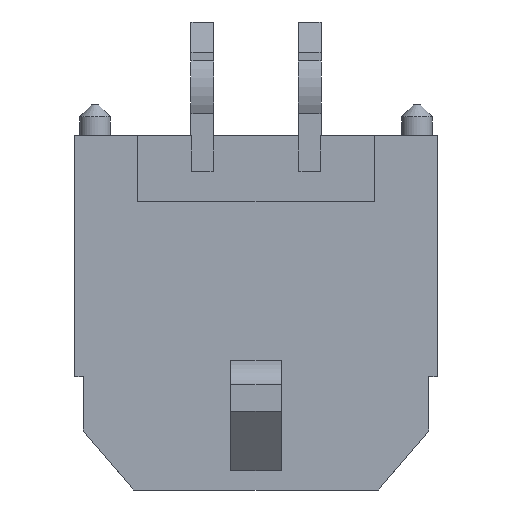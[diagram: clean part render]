
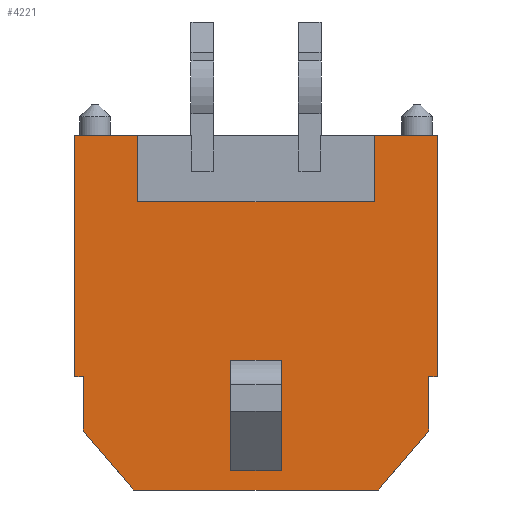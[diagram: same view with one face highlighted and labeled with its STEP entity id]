
A CAD part, front view. The second image highlights one B-rep face of the part: STEP entity #4221.
In plain terms, the highlighted face is planar.
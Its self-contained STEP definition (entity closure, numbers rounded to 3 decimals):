
#16 = DIRECTION ( 'NONE',  ( 0., 1., 0. ) ) ;
#25 = ORIENTED_EDGE ( 'NONE', *, *, #5514, .T. ) ;
#75 = ORIENTED_EDGE ( 'NONE', *, *, #5187, .T. ) ;
#125 = CARTESIAN_POINT ( 'NONE',  ( 3.325, 8.26, -4.9 ) ) ;
#184 = LINE ( 'NONE', #354, #732 ) ;
#204 = VERTEX_POINT ( 'NONE', #2603 ) ;
#240 = LINE ( 'NONE', #2013, #2623 ) ;
#263 = LINE ( 'NONE', #4135, #755 ) ;
#354 = CARTESIAN_POINT ( 'NONE',  ( 3.325, 6.74, -4.9 ) ) ;
#364 = LINE ( 'NONE', #7099, #6068 ) ;
#394 = VECTOR ( 'NONE', #2458, 1000. ) ;
#399 = VECTOR ( 'NONE', #6300, 1000. ) ;
#480 = EDGE_CURVE ( 'NONE', #5530, #2359, #6974, .T. ) ;
#519 = EDGE_CURVE ( 'NONE', #1030, #6957, #263, .T. ) ;
#560 = VERTEX_POINT ( 'NONE', #3864 ) ;
#603 = VECTOR ( 'NONE', #3996, 1000. ) ;
#621 = VERTEX_POINT ( 'NONE', #7136 ) ;
#732 = VECTOR ( 'NONE', #2484, 1000. ) ;
#755 = VECTOR ( 'NONE', #6401, 1000. ) ;
#836 = VECTOR ( 'NONE', #1951, 1000. ) ;
#870 = VECTOR ( 'NONE', #1607, 1000. ) ;
#887 = EDGE_CURVE ( 'NONE', #6139, #6957, #7257, .T. ) ;
#897 = VERTEX_POINT ( 'NONE', #4861 ) ;
#959 = VECTOR ( 'NONE', #2310, 1000. ) ;
#1030 = VERTEX_POINT ( 'NONE', #6324 ) ;
#1057 = CARTESIAN_POINT ( 'NONE',  ( -6.325, 6.74, -4.9 ) ) ;
#1135 = LINE ( 'NONE', #1723, #4954 ) ;
#1272 = EDGE_LOOP ( 'NONE', ( #6711, #1347, #1362, #4820, #4356, #7232, #3818, #2822, #2531, #4325, #4381, #75, #1379, #2641 ) ) ;
#1287 = DIRECTION ( 'NONE',  ( 0., -1., 0. ) ) ;
#1347 = ORIENTED_EDGE ( 'NONE', *, *, #3961, .F. ) ;
#1362 = ORIENTED_EDGE ( 'NONE', *, *, #1616, .F. ) ;
#1379 = ORIENTED_EDGE ( 'NONE', *, *, #4232, .F. ) ;
#1430 = DIRECTION ( 'NONE',  ( 0., 1., 0. ) ) ;
#1469 = VERTEX_POINT ( 'NONE', #7089 ) ;
#1524 = CARTESIAN_POINT ( 'NONE',  ( 3.325, 8.26, -4.9 ) ) ;
#1564 = LINE ( 'NONE', #3275, #5710 ) ;
#1606 = DIRECTION ( 'NONE',  ( 1., 0., 0. ) ) ;
#1607 = DIRECTION ( 'NONE',  ( 0., 1., 0. ) ) ;
#1616 = EDGE_CURVE ( 'NONE', #6139, #897, #3878, .T. ) ;
#1654 = VERTEX_POINT ( 'NONE', #3616 ) ;
#1723 = CARTESIAN_POINT ( 'NONE',  ( 3.575, 0., -4.9 ) ) ;
#1727 = LINE ( 'NONE', #4608, #4859 ) ;
#1748 = CARTESIAN_POINT ( 'NONE',  ( 3.325, 6.74, -4.9 ) ) ;
#1762 = EDGE_CURVE ( 'NONE', #6508, #560, #364, .T. ) ;
#1799 = FACE_BOUND ( 'NONE', #1892, .T. ) ;
#1892 = EDGE_LOOP ( 'NONE', ( #5108, #3027, #6094, #25 ) ) ;
#1951 = DIRECTION ( 'NONE',  ( 0., -1., 0. ) ) ;
#2013 = CARTESIAN_POINT ( 'NONE',  ( 1.805, 0., -4.9 ) ) ;
#2095 = EDGE_CURVE ( 'NONE', #2359, #1654, #4830, .T. ) ;
#2185 = VERTEX_POINT ( 'NONE', #6473 ) ;
#2228 = PLANE ( 'NONE',  #4745 ) ;
#2269 = DIRECTION ( 'NONE',  ( 1., 0., 0. ) ) ;
#2310 = DIRECTION ( 'NONE',  ( 1., 0., 0. ) ) ;
#2315 = LINE ( 'NONE', #3960, #3128 ) ;
#2359 = VERTEX_POINT ( 'NONE', #6548 ) ;
#2390 = CARTESIAN_POINT ( 'NONE',  ( -2.2, 6.284, -4.9 ) ) ;
#2458 = DIRECTION ( 'NONE',  ( 1., 0., 0. ) ) ;
#2484 = DIRECTION ( 'NONE',  ( 0., 1., 0. ) ) ;
#2531 = ORIENTED_EDGE ( 'NONE', *, *, #3117, .T. ) ;
#2603 = CARTESIAN_POINT ( 'NONE',  ( 1.925, 9.91, -4.9 ) ) ;
#2623 = VECTOR ( 'NONE', #1430, 1000. ) ;
#2641 = ORIENTED_EDGE ( 'NONE', *, *, #1762, .F. ) ;
#2656 = EDGE_CURVE ( 'NONE', #5334, #6214, #2315, .T. ) ;
#2669 = EDGE_CURVE ( 'NONE', #4563, #204, #3997, .T. ) ;
#2822 = ORIENTED_EDGE ( 'NONE', *, *, #4794, .F. ) ;
#2870 = CARTESIAN_POINT ( 'NONE',  ( -4.805, 0., -4.9 ) ) ;
#2877 = CARTESIAN_POINT ( 'NONE',  ( -6.325, 0., -4.9 ) ) ;
#3027 = ORIENTED_EDGE ( 'NONE', *, *, #2095, .F. ) ;
#3117 = EDGE_CURVE ( 'NONE', #1469, #6214, #6849, .T. ) ;
#3128 = VECTOR ( 'NONE', #16, 1000. ) ;
#3275 = CARTESIAN_POINT ( 'NONE',  ( -4.925, 9.91, -4.9 ) ) ;
#3320 = DIRECTION ( 'NONE',  ( -1., 0., 0. ) ) ;
#3527 = CARTESIAN_POINT ( 'NONE',  ( -6.325, 8.26, -4.9 ) ) ;
#3616 = CARTESIAN_POINT ( 'NONE',  ( -0.8, 6.284, -4.9 ) ) ;
#3705 = VECTOR ( 'NONE', #3320, 1000. ) ;
#3724 = VECTOR ( 'NONE', #4013, 1000. ) ;
#3747 = DIRECTION ( 'NONE',  ( 0., 1., 0. ) ) ;
#3818 = ORIENTED_EDGE ( 'NONE', *, *, #2669, .F. ) ;
#3864 = CARTESIAN_POINT ( 'NONE',  ( -4.805, 1.85, -4.9 ) ) ;
#3878 = LINE ( 'NONE', #1057, #3705 ) ;
#3960 = CARTESIAN_POINT ( 'NONE',  ( 3.575, 0., -4.9 ) ) ;
#3961 = EDGE_CURVE ( 'NONE', #897, #2185, #3964, .T. ) ;
#3964 = LINE ( 'NONE', #6223, #836 ) ;
#3996 = DIRECTION ( 'NONE',  ( 1., 0., 0. ) ) ;
#3997 = LINE ( 'NONE', #125, #399 ) ;
#4013 = DIRECTION ( 'NONE',  ( 1., 0., 0. ) ) ;
#4024 = DIRECTION ( 'NONE',  ( 0., 0., -1. ) ) ;
#4028 = LINE ( 'NONE', #2390, #603 ) ;
#4135 = CARTESIAN_POINT ( 'NONE',  ( -4.925, 9.91, -4.9 ) ) ;
#4221 = ADVANCED_FACE ( 'NONE', ( #1799, #6290 ), #2228, .T. ) ;
#4232 = EDGE_CURVE ( 'NONE', #560, #5551, #4651, .T. ) ;
#4314 = EDGE_CURVE ( 'NONE', #6508, #2185, #1727, .T. ) ;
#4325 = ORIENTED_EDGE ( 'NONE', *, *, #2656, .F. ) ;
#4356 = ORIENTED_EDGE ( 'NONE', *, *, #519, .F. ) ;
#4381 = ORIENTED_EDGE ( 'NONE', *, *, #6531, .T. ) ;
#4563 = VERTEX_POINT ( 'NONE', #1524 ) ;
#4608 = CARTESIAN_POINT ( 'NONE',  ( -4.805, 0., -4.9 ) ) ;
#4622 = CARTESIAN_POINT ( 'NONE',  ( 1.805, 0., -4.9 ) ) ;
#4651 = LINE ( 'NONE', #6336, #959 ) ;
#4745 = AXIS2_PLACEMENT_3D ( 'NONE', #2877, #4024, #2269 ) ;
#4794 = EDGE_CURVE ( 'NONE', #1469, #4563, #184, .T. ) ;
#4820 = ORIENTED_EDGE ( 'NONE', *, *, #887, .T. ) ;
#4830 = LINE ( 'NONE', #6601, #4886 ) ;
#4859 = VECTOR ( 'NONE', #6172, 1000. ) ;
#4861 = CARTESIAN_POINT ( 'NONE',  ( -6.575, 6.74, -4.9 ) ) ;
#4886 = VECTOR ( 'NONE', #7153, 1000. ) ;
#4954 = VECTOR ( 'NONE', #5199, 1000. ) ;
#5108 = ORIENTED_EDGE ( 'NONE', *, *, #7326, .T. ) ;
#5187 = EDGE_CURVE ( 'NONE', #6954, #5551, #240, .T. ) ;
#5199 = DIRECTION ( 'NONE',  ( -1., 0., 0. ) ) ;
#5334 = VERTEX_POINT ( 'NONE', #6745 ) ;
#5514 = EDGE_CURVE ( 'NONE', #5530, #621, #6338, .T. ) ;
#5530 = VERTEX_POINT ( 'NONE', #7337 ) ;
#5551 = VERTEX_POINT ( 'NONE', #7008 ) ;
#5710 = VECTOR ( 'NONE', #1606, 1000. ) ;
#5732 = EDGE_CURVE ( 'NONE', #1030, #204, #1564, .T. ) ;
#5839 = VECTOR ( 'NONE', #1287, 1000. ) ;
#5903 = CARTESIAN_POINT ( 'NONE',  ( -2.2, 9.37, -4.9 ) ) ;
#6002 = CARTESIAN_POINT ( 'NONE',  ( -6.325, 6.74, -4.9 ) ) ;
#6068 = VECTOR ( 'NONE', #3747, 1000. ) ;
#6094 = ORIENTED_EDGE ( 'NONE', *, *, #480, .F. ) ;
#6139 = VERTEX_POINT ( 'NONE', #6002 ) ;
#6172 = DIRECTION ( 'NONE',  ( -1., 0., 0. ) ) ;
#6214 = VERTEX_POINT ( 'NONE', #7287 ) ;
#6223 = CARTESIAN_POINT ( 'NONE',  ( -6.575, 6.74, -4.9 ) ) ;
#6290 = FACE_OUTER_BOUND ( 'NONE', #1272, .T. ) ;
#6300 = DIRECTION ( 'NONE',  ( -0.647, 0.763, 0. ) ) ;
#6324 = CARTESIAN_POINT ( 'NONE',  ( -4.925, 9.91, -4.9 ) ) ;
#6336 = CARTESIAN_POINT ( 'NONE',  ( -4.805, 1.85, -4.9 ) ) ;
#6338 = LINE ( 'NONE', #6373, #5839 ) ;
#6373 = CARTESIAN_POINT ( 'NONE',  ( -2.2, 9.37, -4.9 ) ) ;
#6401 = DIRECTION ( 'NONE',  ( -0.647, -0.763, 0. ) ) ;
#6473 = CARTESIAN_POINT ( 'NONE',  ( -6.575, 0., -4.9 ) ) ;
#6508 = VERTEX_POINT ( 'NONE', #2870 ) ;
#6531 = EDGE_CURVE ( 'NONE', #5334, #6954, #1135, .T. ) ;
#6548 = CARTESIAN_POINT ( 'NONE',  ( -0.8, 9.37, -4.9 ) ) ;
#6601 = CARTESIAN_POINT ( 'NONE',  ( -0.8, 9.37, -4.9 ) ) ;
#6708 = CARTESIAN_POINT ( 'NONE',  ( -6.325, 6.74, -4.9 ) ) ;
#6711 = ORIENTED_EDGE ( 'NONE', *, *, #4314, .T. ) ;
#6745 = CARTESIAN_POINT ( 'NONE',  ( 3.575, 0., -4.9 ) ) ;
#6849 = LINE ( 'NONE', #1748, #3724 ) ;
#6954 = VERTEX_POINT ( 'NONE', #4622 ) ;
#6957 = VERTEX_POINT ( 'NONE', #3527 ) ;
#6974 = LINE ( 'NONE', #5903, #394 ) ;
#7008 = CARTESIAN_POINT ( 'NONE',  ( 1.805, 1.85, -4.9 ) ) ;
#7089 = CARTESIAN_POINT ( 'NONE',  ( 3.325, 6.74, -4.9 ) ) ;
#7099 = CARTESIAN_POINT ( 'NONE',  ( -4.805, 0., -4.9 ) ) ;
#7136 = CARTESIAN_POINT ( 'NONE',  ( -2.2, 6.284, -4.9 ) ) ;
#7153 = DIRECTION ( 'NONE',  ( 0., -1., 0. ) ) ;
#7232 = ORIENTED_EDGE ( 'NONE', *, *, #5732, .T. ) ;
#7257 = LINE ( 'NONE', #6708, #870 ) ;
#7287 = CARTESIAN_POINT ( 'NONE',  ( 3.575, 6.74, -4.9 ) ) ;
#7326 = EDGE_CURVE ( 'NONE', #621, #1654, #4028, .T. ) ;
#7337 = CARTESIAN_POINT ( 'NONE',  ( -2.2, 9.37, -4.9 ) ) ;
